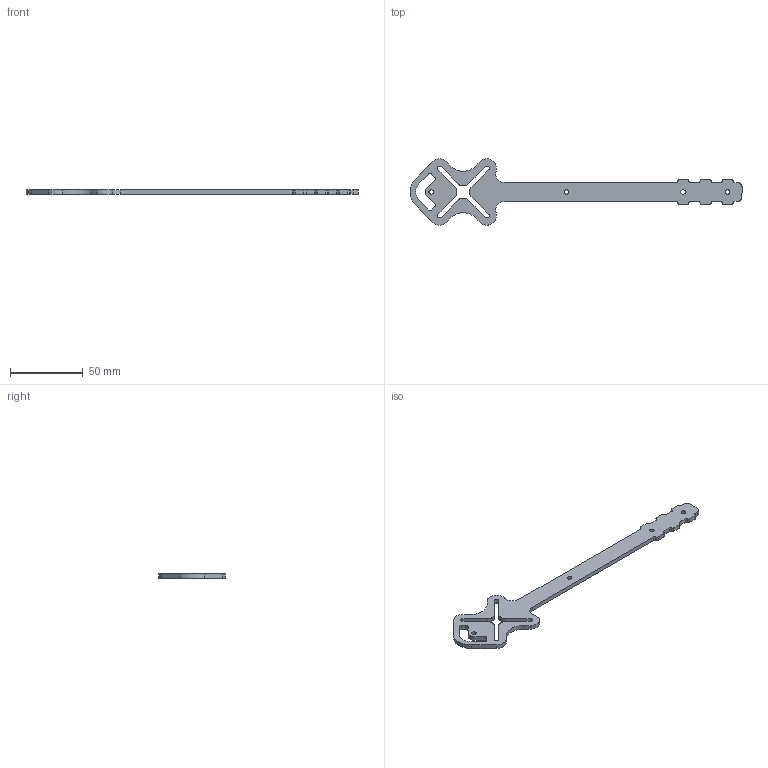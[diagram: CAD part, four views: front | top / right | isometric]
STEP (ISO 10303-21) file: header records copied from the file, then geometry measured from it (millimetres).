
FILE_DESCRIPTION(/* description */ (''),/* implementation_level */ '2;1');
FILE_NAME(/* name */ 'arm-tilties v3.step',/* time_stamp */ '2024-09-13T14:44:48+02:00',/* author */ (''),/* organization */ (''),/* preprocessor_version */ 'ST-DEVELOPER v20',/* originating_system */ 'Autodesk Translation Framework v13.14.0.145',/* authorisation */ '');
FILE_SCHEMA (('AUTOMOTIVE_DESIGN { 1 0 10303 214 3 1 1 }'));
Length unit declared in the file: millimetre
Products named in the file (1): arm-tilties
Bounding box: 227.59 x 45.52 x 3 mm (x, y, z)
Volume: 11447.7 mm3; surface area: 10110.9 mm2
Topology: 1 solids, 1 shells, 103 faces, 303 edges, 202 vertices
Faces by surface type: cylinder 65, plane 38
Full cylindrical faces by diameter (mm): 3.1 x2
Entity records: 3544 total; most frequent: DIRECTION 641, CARTESIAN_POINT 609, ORIENTED_EDGE 606, EDGE_CURVE 303, AXIS2_PLACEMENT_3D 234, VERTEX_POINT 202, LINE 173, VECTOR 173
